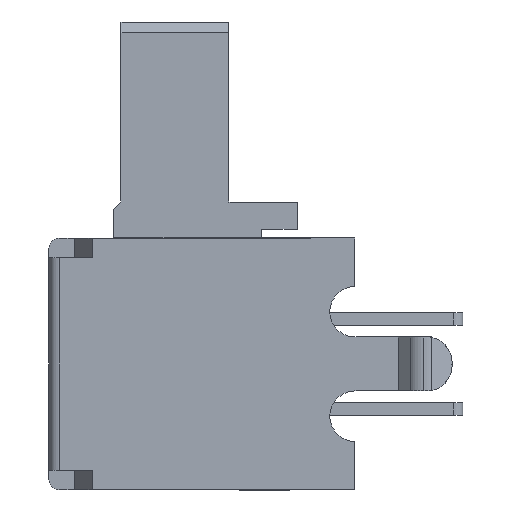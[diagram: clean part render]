
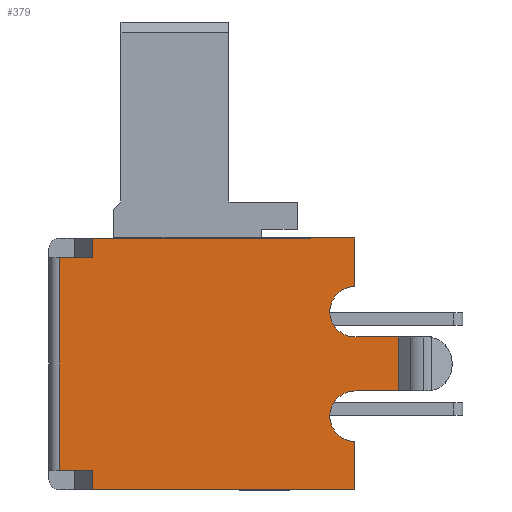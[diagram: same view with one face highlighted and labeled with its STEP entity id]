
A CAD part, left-side view. The second image highlights one B-rep face of the part: STEP entity #379.
In plain terms, the highlighted planar face has unit normal (-1, 0, 0).
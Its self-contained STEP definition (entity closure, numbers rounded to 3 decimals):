
#170 = EDGE_CURVE ( 'NONE', #217, #171, #2242, .T. ) ;
#171 = VERTEX_POINT ( 'NONE', #2238 ) ;
#206 = VERTEX_POINT ( 'NONE', #2316 ) ;
#208 = EDGE_CURVE ( 'NONE', #206, #232, #2315, .T. ) ;
#217 = VERTEX_POINT ( 'NONE', #2292 ) ;
#232 = VERTEX_POINT ( 'NONE', #2324 ) ;
#328 = ORIENTED_EDGE ( 'NONE', *, *, #329, .F. ) ;
#329 = EDGE_CURVE ( 'NONE', #362, #347, #2535, .T. ) ;
#340 = VERTEX_POINT ( 'NONE', #2560 ) ;
#346 = EDGE_CURVE ( 'NONE', #217, #347, #2545, .T. ) ;
#347 = VERTEX_POINT ( 'NONE', #2596 ) ;
#349 = EDGE_CURVE ( 'NONE', #350, #340, #2595, .T. ) ;
#350 = VERTEX_POINT ( 'NONE', #2590 ) ;
#351 = ORIENTED_EDGE ( 'NONE', *, *, #352, .F. ) ;
#352 = EDGE_CURVE ( 'NONE', #353, #350, #2589, .T. ) ;
#353 = VERTEX_POINT ( 'NONE', #2585 ) ;
#359 = ORIENTED_EDGE ( 'NONE', *, *, #360, .F. ) ;
#360 = EDGE_CURVE ( 'NONE', #340, #362, #2575, .T. ) ;
#361 = ORIENTED_EDGE ( 'NONE', *, *, #349, .F. ) ;
#362 = VERTEX_POINT ( 'NONE', #2571 ) ;
#364 = EDGE_LOOP ( 'NONE', ( #371, #372, #328, #359, #361, #351, #960, #959, #859, #1033, #957, #857, #956, #1037 ) ) ;
#371 = ORIENTED_EDGE ( 'NONE', *, *, #170, .F. ) ;
#372 = ORIENTED_EDGE ( 'NONE', *, *, #346, .T. ) ;
#379 = ADVANCED_FACE ( 'NONE', ( #2612 ), #2611, .T. ) ;
#857 = ORIENTED_EDGE ( 'NONE', *, *, #858, .F. ) ;
#858 = EDGE_CURVE ( 'NONE', #232, #1036, #4067, .T. ) ;
#859 = ORIENTED_EDGE ( 'NONE', *, *, #958, .F. ) ;
#866 = EDGE_CURVE ( 'NONE', #961, #353, #4058, .T. ) ;
#956 = ORIENTED_EDGE ( 'NONE', *, *, #208, .F. ) ;
#957 = ORIENTED_EDGE ( 'NONE', *, *, #1035, .T. ) ;
#958 = EDGE_CURVE ( 'NONE', #1049, #962, #4292, .T. ) ;
#959 = ORIENTED_EDGE ( 'NONE', *, *, #963, .T. ) ;
#960 = ORIENTED_EDGE ( 'NONE', *, *, #866, .F. ) ;
#961 = VERTEX_POINT ( 'NONE', #4345 ) ;
#962 = VERTEX_POINT ( 'NONE', #4344 ) ;
#963 = EDGE_CURVE ( 'NONE', #961, #962, #4343, .T. ) ;
#966 = VERTEX_POINT ( 'NONE', #4338 ) ;
#1033 = ORIENTED_EDGE ( 'NONE', *, *, #1048, .F. ) ;
#1035 = EDGE_CURVE ( 'NONE', #966, #1036, #4458, .T. ) ;
#1036 = VERTEX_POINT ( 'NONE', #4521 ) ;
#1037 = ORIENTED_EDGE ( 'NONE', *, *, #1038, .T. ) ;
#1038 = EDGE_CURVE ( 'NONE', #206, #171, #4520, .T. ) ;
#1048 = EDGE_CURVE ( 'NONE', #966, #1049, #4498, .T. ) ;
#1049 = VERTEX_POINT ( 'NONE', #4494 ) ;
#2238 = CARTESIAN_POINT ( 'NONE',  ( -9.25, 8.2, -2.95 ) ) ;
#2239 = DIRECTION ( 'NONE',  ( 0., 1., 0. ) ) ;
#2240 = VECTOR ( 'NONE', #2239, 1000. ) ;
#2241 = CARTESIAN_POINT ( 'NONE',  ( -9.25, 8.5, -2.95 ) ) ;
#2242 = LINE ( 'NONE', #2241, #2240 ) ;
#2292 = CARTESIAN_POINT ( 'NONE',  ( -9.25, 7.3, -2.95 ) ) ;
#2312 = DIRECTION ( 'NONE',  ( 0., -1., 0. ) ) ;
#2313 = VECTOR ( 'NONE', #2312, 1000. ) ;
#2314 = CARTESIAN_POINT ( 'NONE',  ( -9.25, 8.5, 2.95 ) ) ;
#2315 = LINE ( 'NONE', #2314, #2313 ) ;
#2316 = CARTESIAN_POINT ( 'NONE',  ( -9.25, 8.2, 2.95 ) ) ;
#2324 = CARTESIAN_POINT ( 'NONE',  ( -9.25, 7.3, 2.95 ) ) ;
#2532 = DIRECTION ( 'NONE',  ( 0., 1., 0. ) ) ;
#2533 = VECTOR ( 'NONE', #2532, 1000. ) ;
#2534 = CARTESIAN_POINT ( 'NONE',  ( -9.25, 7.3, -3.5 ) ) ;
#2535 = LINE ( 'NONE', #2534, #2533 ) ;
#2545 = LINE ( 'NONE', #2599, #2598 ) ;
#2560 = CARTESIAN_POINT ( 'NONE',  ( -9.25, 0., -2.15 ) ) ;
#2571 = CARTESIAN_POINT ( 'NONE',  ( -9.25, 0., -3.5 ) ) ;
#2572 = DIRECTION ( 'NONE',  ( 0., 0., -1. ) ) ;
#2573 = VECTOR ( 'NONE', #2572, 1000. ) ;
#2574 = CARTESIAN_POINT ( 'NONE',  ( -9.25, 0., -3.5 ) ) ;
#2575 = LINE ( 'NONE', #2574, #2573 ) ;
#2585 = CARTESIAN_POINT ( 'NONE',  ( -9.25, -1.2, -0.75 ) ) ;
#2586 = DIRECTION ( 'NONE',  ( 0., 1., 0. ) ) ;
#2587 = VECTOR ( 'NONE', #2586, 1000. ) ;
#2588 = CARTESIAN_POINT ( 'NONE',  ( -9.25, -1.2, -0.75 ) ) ;
#2589 = LINE ( 'NONE', #2588, #2587 ) ;
#2590 = CARTESIAN_POINT ( 'NONE',  ( -9.25, 0., -0.75 ) ) ;
#2591 = DIRECTION ( 'NONE',  ( 0., 0., 1. ) ) ;
#2592 = DIRECTION ( 'NONE',  ( -1., 0., 0. ) ) ;
#2593 = CARTESIAN_POINT ( 'NONE',  ( -9.25, 0., -1.45 ) ) ;
#2594 = AXIS2_PLACEMENT_3D ( 'NONE', #2593, #2592, #2591 ) ;
#2595 = CIRCLE ( 'NONE', #2594, 0.7 ) ;
#2596 = CARTESIAN_POINT ( 'NONE',  ( -9.25, 7.3, -3.5 ) ) ;
#2597 = DIRECTION ( 'NONE',  ( 0., 0., -1. ) ) ;
#2598 = VECTOR ( 'NONE', #2597, 1000. ) ;
#2599 = CARTESIAN_POINT ( 'NONE',  ( -9.25, 7.3, -3. ) ) ;
#2607 = DIRECTION ( 'NONE',  ( 0., 0., 1. ) ) ;
#2608 = DIRECTION ( 'NONE',  ( -1., 0., 0. ) ) ;
#2609 = CARTESIAN_POINT ( 'NONE',  ( -9.25, 8., -3.5 ) ) ;
#2610 = AXIS2_PLACEMENT_3D ( 'NONE', #2609, #2608, #2607 ) ;
#2611 = PLANE ( 'NONE',  #2610 ) ;
#2612 = FACE_OUTER_BOUND ( 'NONE', #364, .T. ) ;
#4055 = DIRECTION ( 'NONE',  ( 0., 0., -1. ) ) ;
#4056 = VECTOR ( 'NONE', #4055, 1000. ) ;
#4057 = CARTESIAN_POINT ( 'NONE',  ( -9.25, -1.2, 0.75 ) ) ;
#4058 = LINE ( 'NONE', #4057, #4056 ) ;
#4064 = DIRECTION ( 'NONE',  ( 0., 0., 1. ) ) ;
#4065 = VECTOR ( 'NONE', #4064, 1000. ) ;
#4066 = CARTESIAN_POINT ( 'NONE',  ( -9.25, 7.3, 3. ) ) ;
#4067 = LINE ( 'NONE', #4066, #4065 ) ;
#4289 = DIRECTION ( 'NONE',  ( -1., 0., 0. ) ) ;
#4290 = CARTESIAN_POINT ( 'NONE',  ( -9.25, 0., 1.45 ) ) ;
#4291 = AXIS2_PLACEMENT_3D ( 'NONE', #4290, #4289, #4346 ) ;
#4292 = CIRCLE ( 'NONE', #4291, 0.7 ) ;
#4338 = CARTESIAN_POINT ( 'NONE',  ( -9.25, 0., 3.5 ) ) ;
#4340 = DIRECTION ( 'NONE',  ( 0., 1., 0. ) ) ;
#4341 = VECTOR ( 'NONE', #4340, 1000. ) ;
#4342 = CARTESIAN_POINT ( 'NONE',  ( -9.25, -1.2, 0.75 ) ) ;
#4343 = LINE ( 'NONE', #4342, #4341 ) ;
#4344 = CARTESIAN_POINT ( 'NONE',  ( -9.25, 0., 0.75 ) ) ;
#4345 = CARTESIAN_POINT ( 'NONE',  ( -9.25, -1.2, 0.75 ) ) ;
#4346 = DIRECTION ( 'NONE',  ( 0., 0., -1. ) ) ;
#4455 = DIRECTION ( 'NONE',  ( 0., 1., 0. ) ) ;
#4456 = VECTOR ( 'NONE', #4455, 1000. ) ;
#4457 = CARTESIAN_POINT ( 'NONE',  ( -9.25, 7.3, 3.5 ) ) ;
#4458 = LINE ( 'NONE', #4457, #4456 ) ;
#4494 = CARTESIAN_POINT ( 'NONE',  ( -9.25, 0., 2.15 ) ) ;
#4495 = DIRECTION ( 'NONE',  ( 0., 0., -1. ) ) ;
#4496 = VECTOR ( 'NONE', #4495, 1000. ) ;
#4497 = CARTESIAN_POINT ( 'NONE',  ( -9.25, 0., 3.5 ) ) ;
#4498 = LINE ( 'NONE', #4497, #4496 ) ;
#4517 = DIRECTION ( 'NONE',  ( 0., 0., -1. ) ) ;
#4518 = VECTOR ( 'NONE', #4517, 1000. ) ;
#4519 = CARTESIAN_POINT ( 'NONE',  ( -9.25, 8.2, -3.5 ) ) ;
#4520 = LINE ( 'NONE', #4519, #4518 ) ;
#4521 = CARTESIAN_POINT ( 'NONE',  ( -9.25, 7.3, 3.5 ) ) ;
